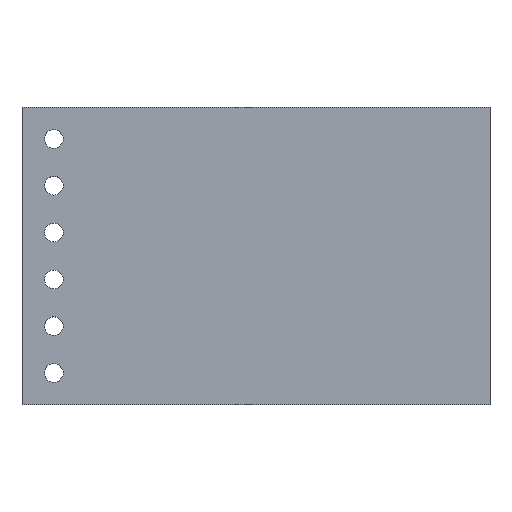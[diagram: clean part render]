
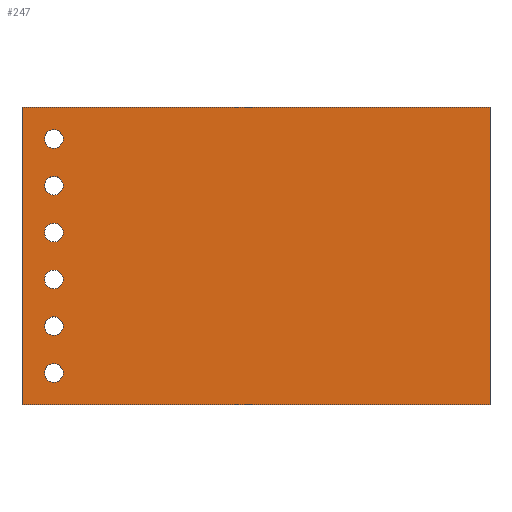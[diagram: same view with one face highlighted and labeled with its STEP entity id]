
A CAD part, top view. The second image highlights one B-rep face of the part: STEP entity #247.
In plain terms, the highlighted planar face has unit normal (0, 0, 1).
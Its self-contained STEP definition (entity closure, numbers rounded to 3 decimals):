
#19=FACE_BOUND('',#60,.T.);
#20=FACE_BOUND('',#61,.T.);
#21=FACE_BOUND('',#62,.T.);
#22=FACE_BOUND('',#63,.T.);
#23=FACE_BOUND('',#64,.T.);
#24=FACE_BOUND('',#65,.T.);
#35=PLANE('',#286);
#47=FACE_OUTER_BOUND('',#59,.T.);
#59=EDGE_LOOP('',(#211,#212,#213,#214));
#60=EDGE_LOOP('',(#215));
#61=EDGE_LOOP('',(#216));
#62=EDGE_LOOP('',(#217));
#63=EDGE_LOOP('',(#218));
#64=EDGE_LOOP('',(#219));
#65=EDGE_LOOP('',(#220));
#81=LINE('',#406,#99);
#84=LINE('',#412,#102);
#87=LINE('',#418,#105);
#90=LINE('',#422,#108);
#99=VECTOR('',#339,10.);
#102=VECTOR('',#344,10.);
#105=VECTOR('',#349,10.);
#108=VECTOR('',#354,10.);
#109=CIRCLE('',#265,0.508);
#111=CIRCLE('',#268,0.508);
#113=CIRCLE('',#271,0.508);
#115=CIRCLE('',#274,0.508);
#117=CIRCLE('',#277,0.508);
#119=CIRCLE('',#280,0.508);
#121=VERTEX_POINT('',#364);
#123=VERTEX_POINT('',#370);
#125=VERTEX_POINT('',#376);
#127=VERTEX_POINT('',#382);
#129=VERTEX_POINT('',#388);
#131=VERTEX_POINT('',#394);
#135=VERTEX_POINT('',#403);
#136=VERTEX_POINT('',#405);
#138=VERTEX_POINT('',#411);
#140=VERTEX_POINT('',#417);
#141=EDGE_CURVE('',#121,#121,#109,.T.);
#144=EDGE_CURVE('',#123,#123,#111,.T.);
#147=EDGE_CURVE('',#125,#125,#113,.T.);
#150=EDGE_CURVE('',#127,#127,#115,.T.);
#153=EDGE_CURVE('',#129,#129,#117,.T.);
#156=EDGE_CURVE('',#131,#131,#119,.T.);
#161=EDGE_CURVE('',#136,#135,#81,.T.);
#164=EDGE_CURVE('',#138,#136,#84,.T.);
#167=EDGE_CURVE('',#140,#138,#87,.T.);
#170=EDGE_CURVE('',#135,#140,#90,.T.);
#211=ORIENTED_EDGE('',*,*,#170,.T.);
#212=ORIENTED_EDGE('',*,*,#167,.T.);
#213=ORIENTED_EDGE('',*,*,#164,.T.);
#214=ORIENTED_EDGE('',*,*,#161,.T.);
#215=ORIENTED_EDGE('',*,*,#156,.T.);
#216=ORIENTED_EDGE('',*,*,#153,.T.);
#217=ORIENTED_EDGE('',*,*,#150,.T.);
#218=ORIENTED_EDGE('',*,*,#147,.T.);
#219=ORIENTED_EDGE('',*,*,#144,.T.);
#220=ORIENTED_EDGE('',*,*,#141,.T.);
#247=ADVANCED_FACE('',(#47,#19,#20,#21,#22,#23,#24),#35,.T.);
#265=AXIS2_PLACEMENT_3D('',#365,#295,#296);
#268=AXIS2_PLACEMENT_3D('',#371,#302,#303);
#271=AXIS2_PLACEMENT_3D('',#377,#309,#310);
#274=AXIS2_PLACEMENT_3D('',#383,#316,#317);
#277=AXIS2_PLACEMENT_3D('',#389,#323,#324);
#280=AXIS2_PLACEMENT_3D('',#395,#330,#331);
#286=AXIS2_PLACEMENT_3D('',#423,#355,#356);
#295=DIRECTION('center_axis',(0.,0.,-1.));
#296=DIRECTION('ref_axis',(1.,0.,0.));
#302=DIRECTION('center_axis',(0.,0.,-1.));
#303=DIRECTION('ref_axis',(1.,0.,0.));
#309=DIRECTION('center_axis',(0.,0.,-1.));
#310=DIRECTION('ref_axis',(1.,0.,0.));
#316=DIRECTION('center_axis',(0.,0.,-1.));
#317=DIRECTION('ref_axis',(1.,0.,0.));
#323=DIRECTION('center_axis',(0.,0.,-1.));
#324=DIRECTION('ref_axis',(1.,0.,0.));
#330=DIRECTION('center_axis',(0.,0.,-1.));
#331=DIRECTION('ref_axis',(1.,0.,0.));
#339=DIRECTION('',(0.,-1.,0.));
#344=DIRECTION('',(-1.,0.,0.));
#349=DIRECTION('',(0.,1.,0.));
#354=DIRECTION('',(1.,0.,0.));
#355=DIRECTION('center_axis',(0.,0.,1.));
#356=DIRECTION('ref_axis',(1.,0.,0.));
#364=CARTESIAN_POINT('',(-0.508,-12.7,1.6));
#365=CARTESIAN_POINT('Origin',(0.,-12.7,1.6));
#370=CARTESIAN_POINT('',(-0.508,-10.16,1.6));
#371=CARTESIAN_POINT('Origin',(0.,-10.16,1.6));
#376=CARTESIAN_POINT('',(-0.508,-7.62,1.6));
#377=CARTESIAN_POINT('Origin',(0.,-7.62,1.6));
#382=CARTESIAN_POINT('',(-0.508,-2.54,1.6));
#383=CARTESIAN_POINT('Origin',(0.,-2.54,1.6));
#388=CARTESIAN_POINT('',(-0.508,-5.08,1.6));
#389=CARTESIAN_POINT('Origin',(0.,-5.08,1.6));
#394=CARTESIAN_POINT('',(-0.508,0.,1.6));
#395=CARTESIAN_POINT('Origin',(0.,0.,1.6));
#403=CARTESIAN_POINT('',(-1.727,-14.427,1.6));
#405=CARTESIAN_POINT('',(-1.727,1.727,1.6));
#406=CARTESIAN_POINT('',(-1.727,-14.427,1.6));
#411=CARTESIAN_POINT('',(23.673,1.727,1.6));
#412=CARTESIAN_POINT('',(-1.727,1.727,1.6));
#417=CARTESIAN_POINT('',(23.673,-14.427,1.6));
#418=CARTESIAN_POINT('',(23.673,1.727,1.6));
#422=CARTESIAN_POINT('',(23.673,-14.427,1.6));
#423=CARTESIAN_POINT('Origin',(10.973,-6.35,1.6));
